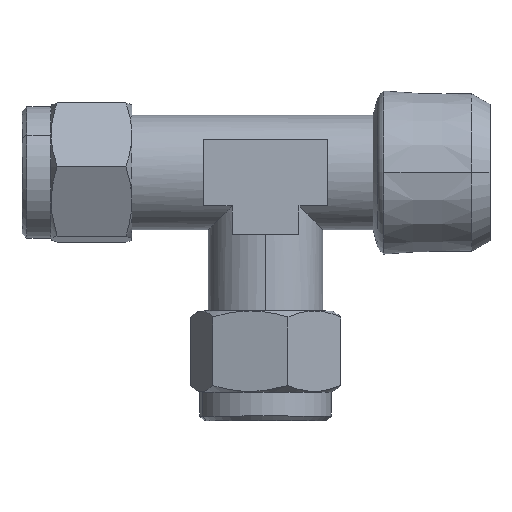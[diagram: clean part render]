
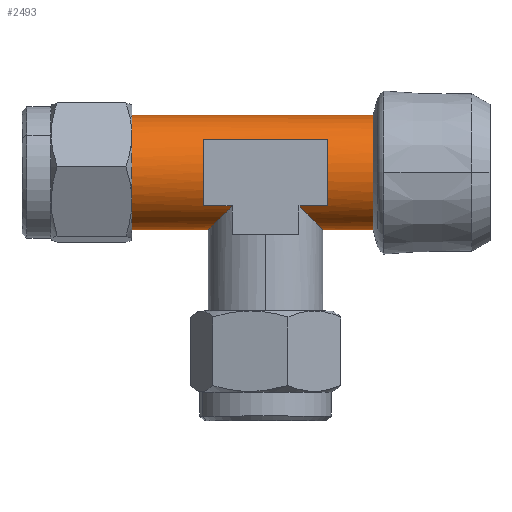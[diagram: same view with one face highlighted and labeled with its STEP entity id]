
A CAD part, top view. The second image highlights one B-rep face of the part: STEP entity #2493.
In plain terms, the highlighted cylindrical face has radius 6 mm (diameter 12 mm), a partial arc.
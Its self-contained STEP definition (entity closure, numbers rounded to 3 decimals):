
#6 =( BOUNDED_CURVE ( )  B_SPLINE_CURVE ( 3, ( #409, #410, #416, #417 ),
 .UNSPECIFIED., .F., .F. ) 
 B_SPLINE_CURVE_WITH_KNOTS ( ( 4, 4 ),
 ( 0., 0.948 ),
 .UNSPECIFIED. ) 
 CURVE ( )  GEOMETRIC_REPRESENTATION_ITEM ( )  RATIONAL_B_SPLINE_CURVE ( ( 1., 0.927, 0.927, 1. ) ) 
 REPRESENTATION_ITEM ( '' )  );
#7 =( BOUNDED_CURVE ( )  B_SPLINE_CURVE ( 3, ( #425, #426, #960, #961 ),
 .UNSPECIFIED., .F., .F. ) 
 B_SPLINE_CURVE_WITH_KNOTS ( ( 4, 4 ),
 ( 5.335, 6.283 ),
 .UNSPECIFIED. ) 
 CURVE ( )  GEOMETRIC_REPRESENTATION_ITEM ( )  RATIONAL_B_SPLINE_CURVE ( ( 1., 0.927, 0.927, 1. ) ) 
 REPRESENTATION_ITEM ( '' )  );
#111 = DIRECTION ( 'NONE',  ( 0., 1., 0. ) ) ;
#112 = CARTESIAN_POINT ( 'NONE',  ( 25.5, 25.5, 0. ) ) ;
#113 = DIRECTION ( 'NONE',  ( 1., 0., 0. ) ) ;
#227 = AXIS2_PLACEMENT_3D ( 'NONE', #112, #113, #111 ) ;
#381 = CARTESIAN_POINT ( 'NONE',  ( 11.263, 25.5, 0. ) ) ;
#382 = DIRECTION ( 'NONE',  ( 1., 0., 0. ) ) ;
#383 = DIRECTION ( 'NONE',  ( 0., 1., 0. ) ) ;
#404 = CARTESIAN_POINT ( 'NONE',  ( 25.5, 19.5, 0. ) ) ;
#405 = DIRECTION ( 'NONE',  ( 1., 0., 0. ) ) ;
#409 = CARTESIAN_POINT ( 'NONE',  ( -6., 19.5, 0. ) ) ;
#410 = CARTESIAN_POINT ( 'NONE',  ( -6., 19.5, 1.971 ) ) ;
#411 = CARTESIAN_POINT ( 'NONE',  ( -14.3, 25.5, 0. ) ) ;
#412 = DIRECTION ( 'NONE',  ( 1., 0., 0. ) ) ;
#413 = DIRECTION ( 'NONE',  ( 0., 0., -1. ) ) ;
#414 = DIRECTION ( 'NONE',  ( 1., 0., 0. ) ) ;
#415 = CARTESIAN_POINT ( 'NONE',  ( 25.5, 29., 4.873 ) ) ;
#416 = CARTESIAN_POINT ( 'NONE',  ( -5.101, 20.399, 3.724 ) ) ;
#417 = CARTESIAN_POINT ( 'NONE',  ( -3.5, 22., 4.873 ) ) ;
#418 = CARTESIAN_POINT ( 'NONE',  ( 25.5, 22., 4.873 ) ) ;
#419 = DIRECTION ( 'NONE',  ( -1., 0., 0. ) ) ;
#420 = CARTESIAN_POINT ( 'NONE',  ( 25.5, 22., 4.873 ) ) ;
#421 = DIRECTION ( 'NONE',  ( -1., 0., 0. ) ) ;
#422 = CARTESIAN_POINT ( 'NONE',  ( -6.5, 25.5, 0. ) ) ;
#423 = DIRECTION ( 'NONE',  ( -1., 0., 0. ) ) ;
#424 = DIRECTION ( 'NONE',  ( 0., 1., 0. ) ) ;
#425 = CARTESIAN_POINT ( 'NONE',  ( 3.5, 22., 4.873 ) ) ;
#426 = CARTESIAN_POINT ( 'NONE',  ( 5.101, 20.399, 3.724 ) ) ;
#427 = CARTESIAN_POINT ( 'NONE',  ( 6.5, 25.5, 0. ) ) ;
#428 = DIRECTION ( 'NONE',  ( 1., 0., 0. ) ) ;
#429 = DIRECTION ( 'NONE',  ( 0., 0., 1. ) ) ;
#540 = VERTEX_POINT ( 'NONE', #2691 ) ;
#541 = VERTEX_POINT ( 'NONE', #2692 ) ;
#542 = VERTEX_POINT ( 'NONE', #2693 ) ;
#543 = VERTEX_POINT ( 'NONE', #2694 ) ;
#544 = VERTEX_POINT ( 'NONE', #2695 ) ;
#545 = VERTEX_POINT ( 'NONE', #2696 ) ;
#546 = VERTEX_POINT ( 'NONE', #2697 ) ;
#548 = VERTEX_POINT ( 'NONE', #2699 ) ;
#763 = EDGE_CURVE ( 'NONE', #2579, #2572, #2322, .T. ) ;
#775 = FACE_OUTER_BOUND ( 'NONE', #2058, .T. ) ;
#805 = CYLINDRICAL_SURFACE ( 'NONE', #227, 6. ) ;
#872 = AXIS2_PLACEMENT_3D ( 'NONE', #1172, #1173, #1174 ) ;
#892 = AXIS2_PLACEMENT_3D ( 'NONE', #381, #382, #383 ) ;
#907 = AXIS2_PLACEMENT_3D ( 'NONE', #411, #412, #413 ) ;
#909 = AXIS2_PLACEMENT_3D ( 'NONE', #422, #423, #424 ) ;
#913 = AXIS2_PLACEMENT_3D ( 'NONE', #427, #428, #429 ) ;
#960 = CARTESIAN_POINT ( 'NONE',  ( 6., 19.5, 1.971 ) ) ;
#961 = CARTESIAN_POINT ( 'NONE',  ( 6., 19.5, 0. ) ) ;
#962 = CARTESIAN_POINT ( 'NONE',  ( 25.5, 19.5, 0. ) ) ;
#963 = DIRECTION ( 'NONE',  ( 1., 0., 0. ) ) ;
#964 = CARTESIAN_POINT ( 'NONE',  ( 25.5, 31.5, 0. ) ) ;
#965 = DIRECTION ( 'NONE',  ( 1., 0., 0. ) ) ;
#1172 = CARTESIAN_POINT ( 'NONE',  ( -14.3, 25.5, 0. ) ) ;
#1173 = DIRECTION ( 'NONE',  ( 1., 0., 0. ) ) ;
#1174 = DIRECTION ( 'NONE',  ( 0., 0., -1. ) ) ;
#1344 = ORIENTED_EDGE ( 'NONE', *, *, #2095, .T. ) ;
#1345 = ORIENTED_EDGE ( 'NONE', *, *, #763, .T. ) ;
#1346 = ORIENTED_EDGE ( 'NONE', *, *, #2096, .T. ) ;
#1347 = ORIENTED_EDGE ( 'NONE', *, *, #2097, .T. ) ;
#1348 = ORIENTED_EDGE ( 'NONE', *, *, #2098, .T. ) ;
#1349 = ORIENTED_EDGE ( 'NONE', *, *, #2099, .T. ) ;
#1350 = ORIENTED_EDGE ( 'NONE', *, *, #2100, .T. ) ;
#1351 = ORIENTED_EDGE ( 'NONE', *, *, #2101, .T. ) ;
#1352 = ORIENTED_EDGE ( 'NONE', *, *, #2102, .T. ) ;
#1353 = ORIENTED_EDGE ( 'NONE', *, *, #2103, .T. ) ;
#1354 = ORIENTED_EDGE ( 'NONE', *, *, #2104, .T. ) ;
#1355 = ORIENTED_EDGE ( 'NONE', *, *, #2084, .F. ) ;
#1356 = ORIENTED_EDGE ( 'NONE', *, *, #2105, .F. ) ;
#1747 = CARTESIAN_POINT ( 'NONE',  ( -14.3, 31.5, 0. ) ) ;
#1751 = CARTESIAN_POINT ( 'NONE',  ( 11.263, 31.5, 0. ) ) ;
#1756 = CARTESIAN_POINT ( 'NONE',  ( 11.263, 19.5, 0. ) ) ;
#1775 = CARTESIAN_POINT ( 'NONE',  ( -14.3, 19.5, 0. ) ) ;
#1782 = CARTESIAN_POINT ( 'NONE',  ( -14.3, 28.9, 4.943 ) ) ;
#2058 = EDGE_LOOP ( 'NONE', ( #1344, #1345, #1346, #1347, #1348, #1349, #1350, #1351, #1352, #1353, #1354, #1355, #1356 ) ) ;
#2084 = EDGE_CURVE ( 'NONE', #2546, #2553, #2357, .T. ) ;
#2095 = EDGE_CURVE ( 'NONE', #2542, #2579, #2372, .T. ) ;
#2096 = EDGE_CURVE ( 'NONE', #2572, #548, #2374, .T. ) ;
#2097 = EDGE_CURVE ( 'NONE', #548, #546, #6, .T. ) ;
#2098 = EDGE_CURVE ( 'NONE', #546, #545, #2376, .T. ) ;
#2099 = EDGE_CURVE ( 'NONE', #545, #544, #2377, .T. ) ;
#2100 = EDGE_CURVE ( 'NONE', #544, #543, #2379, .T. ) ;
#2101 = EDGE_CURVE ( 'NONE', #543, #542, #2380, .T. ) ;
#2102 = EDGE_CURVE ( 'NONE', #542, #541, #2382, .T. ) ;
#2103 = EDGE_CURVE ( 'NONE', #541, #540, #7, .T. ) ;
#2104 = EDGE_CURVE ( 'NONE', #540, #2553, #2384, .T. ) ;
#2105 = EDGE_CURVE ( 'NONE', #2542, #2546, #2385, .T. ) ;
#2322 = CIRCLE ( 'NONE', #872, 6. ) ;
#2357 = CIRCLE ( 'NONE', #892, 6. ) ;
#2372 = CIRCLE ( 'NONE', #907, 6. ) ;
#2374 = LINE ( 'NONE', #404, #2375 ) ;
#2375 = VECTOR ( 'NONE', #405, 1000. ) ;
#2376 = LINE ( 'NONE', #418, #2378 ) ;
#2377 = CIRCLE ( 'NONE', #909, 6. ) ;
#2378 = VECTOR ( 'NONE', #419, 1000. ) ;
#2379 = LINE ( 'NONE', #415, #2381 ) ;
#2380 = CIRCLE ( 'NONE', #913, 6. ) ;
#2381 = VECTOR ( 'NONE', #414, 1000. ) ;
#2382 = LINE ( 'NONE', #420, #2383 ) ;
#2383 = VECTOR ( 'NONE', #421, 1000. ) ;
#2384 = LINE ( 'NONE', #962, #2386 ) ;
#2385 = LINE ( 'NONE', #964, #2388 ) ;
#2386 = VECTOR ( 'NONE', #963, 1000. ) ;
#2388 = VECTOR ( 'NONE', #965, 1000. ) ;
#2493 = ADVANCED_FACE ( 'NONE', ( #775 ), #805, .T. ) ;
#2542 = VERTEX_POINT ( 'NONE', #1747 ) ;
#2546 = VERTEX_POINT ( 'NONE', #1751 ) ;
#2553 = VERTEX_POINT ( 'NONE', #1756 ) ;
#2572 = VERTEX_POINT ( 'NONE', #1775 ) ;
#2579 = VERTEX_POINT ( 'NONE', #1782 ) ;
#2691 = CARTESIAN_POINT ( 'NONE',  ( 6., 19.5, 0. ) ) ;
#2692 = CARTESIAN_POINT ( 'NONE',  ( 3.5, 22., 4.873 ) ) ;
#2693 = CARTESIAN_POINT ( 'NONE',  ( 6.5, 22., 4.873 ) ) ;
#2694 = CARTESIAN_POINT ( 'NONE',  ( 6.5, 29., 4.873 ) ) ;
#2695 = CARTESIAN_POINT ( 'NONE',  ( -6.5, 29., 4.873 ) ) ;
#2696 = CARTESIAN_POINT ( 'NONE',  ( -6.5, 22., 4.873 ) ) ;
#2697 = CARTESIAN_POINT ( 'NONE',  ( -3.5, 22., 4.873 ) ) ;
#2699 = CARTESIAN_POINT ( 'NONE',  ( -6., 19.5, 0. ) ) ;
